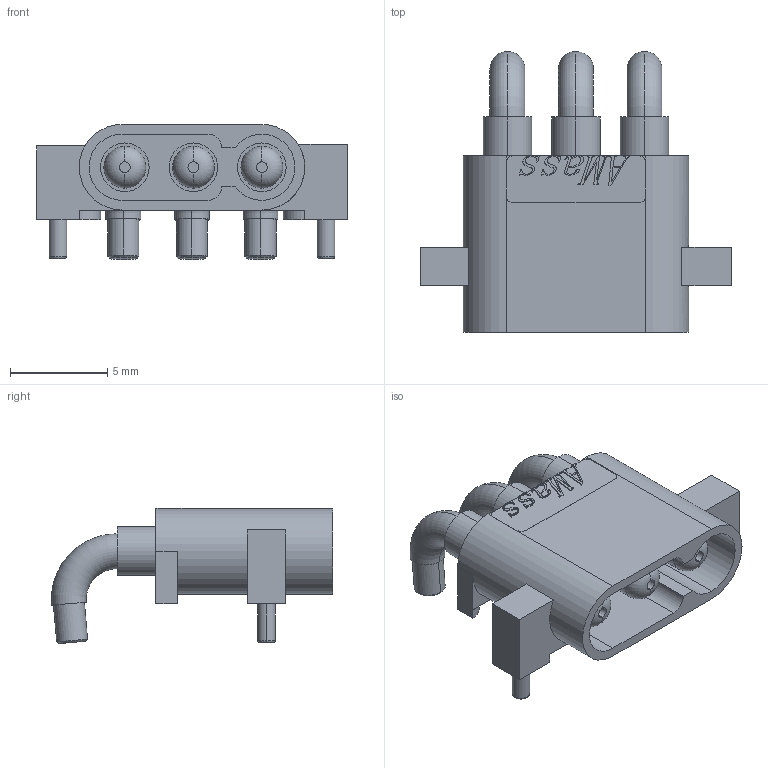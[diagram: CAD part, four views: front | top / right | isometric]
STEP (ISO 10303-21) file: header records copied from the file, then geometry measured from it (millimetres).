
FILE_DESCRIPTION (( 'STEP AP214' ), '1' );
FILE_NAME ('B94280CF-EAC6-4730-9C84-EAFF0766FB12.STEP', '2024-01-16T04:31:24', ( '' ), ( '' ), 'SwSTEP 2.0', 'SolidWorks 2022', '' );
FILE_SCHEMA (( 'AUTOMOTIVE_DESIGN' ));
Length unit declared in the file: millimetre
Products named in the file (1): B94280CF-EAC6-4730-9C84-EAFF0766FB12
Bounding box: 16.01 x 14.48 x 6.96 mm (x, y, z)
Volume: 381.6 mm3; surface area: 922.6 mm2
Topology: 1 solids, 1 shells, 368 faces, 971 edges, 633 vertices
Faces by surface type: plane 191, bspline 103, cylinder 52, torus 16, cone 6
Entity records: 19570 total; most frequent: CARTESIAN_POINT 7220, ORIENTED_EDGE 1942, DIRECTION 1438, EDGE_CURVE 971, VERTEX_POINT 633, LINE 608, VECTOR 608, AXIS2_PLACEMENT_3D 415
